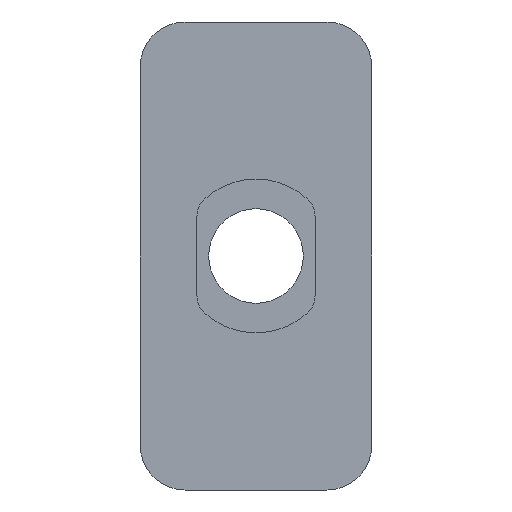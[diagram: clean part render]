
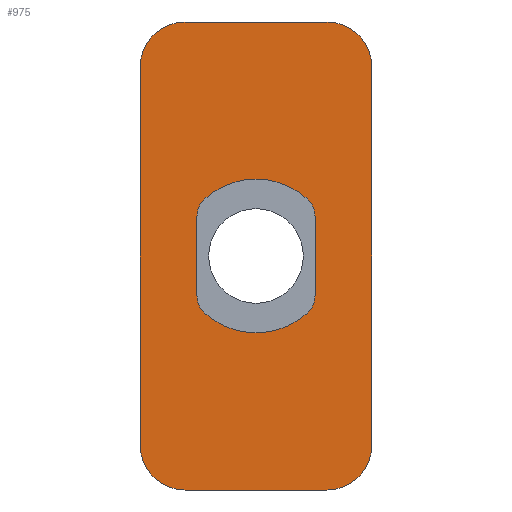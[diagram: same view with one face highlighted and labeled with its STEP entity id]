
A CAD part, front view. The second image highlights one B-rep face of the part: STEP entity #975.
In plain terms, the highlighted planar face has unit normal (0, -1, 0).
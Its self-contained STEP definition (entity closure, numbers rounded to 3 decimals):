
#4 = CARTESIAN_POINT ( 'NONE',  ( 0., -4., -3.8 ) ) ;
#12 = ORIENTED_EDGE ( 'NONE', *, *, #1058, .T. ) ;
#15 = CARTESIAN_POINT ( 'NONE',  ( 14.133, -4., -14.955 ) ) ;
#21 = CARTESIAN_POINT ( 'NONE',  ( 12.8, -4., -23.154 ) ) ;
#25 = DIRECTION ( 'NONE',  ( 0., 1., 0. ) ) ;
#38 = VERTEX_POINT ( 'NONE', #1071 ) ;
#45 = DIRECTION ( 'NONE',  ( 0., 0., -1. ) ) ;
#51 = CARTESIAN_POINT ( 'NONE',  ( 5.467, -4., -24.645 ) ) ;
#58 = CARTESIAN_POINT ( 'NONE',  ( 14.8, -4., -23.154 ) ) ;
#63 = CARTESIAN_POINT ( 'NONE',  ( 15.8, -4., -39.6 ) ) ;
#70 = CIRCLE ( 'NONE', #966, 3.8 ) ;
#77 = VERTEX_POINT ( 'NONE', #63 ) ;
#81 = ORIENTED_EDGE ( 'NONE', *, *, #510, .T. ) ;
#88 = DIRECTION ( 'NONE',  ( 0., 0., 1. ) ) ;
#89 = DIRECTION ( 'NONE',  ( 0., 0., -1. ) ) ;
#91 = VECTOR ( 'NONE', #794, 1000. ) ;
#96 = ORIENTED_EDGE ( 'NONE', *, *, #1125, .T. ) ;
#101 = DIRECTION ( 'NONE',  ( 0., 1., 0. ) ) ;
#105 = AXIS2_PLACEMENT_3D ( 'NONE', #21, #347, #856 ) ;
#108 = VERTEX_POINT ( 'NONE', #295 ) ;
#112 = ORIENTED_EDGE ( 'NONE', *, *, #963, .T. ) ;
#114 = VERTEX_POINT ( 'NONE', #1124 ) ;
#116 = VECTOR ( 'NONE', #233, 1000. ) ;
#117 = LINE ( 'NONE', #300, #202 ) ;
#126 = CIRCLE ( 'NONE', #105, 2. ) ;
#140 = EDGE_CURVE ( 'NONE', #38, #747, #1061, .T. ) ;
#145 = CARTESIAN_POINT ( 'NONE',  ( 3.8, -4., -3.8 ) ) ;
#147 = EDGE_CURVE ( 'NONE', #203, #260, #759, .T. ) ;
#155 = LINE ( 'NONE', #426, #91 ) ;
#160 = ORIENTED_EDGE ( 'NONE', *, *, #1038, .T. ) ;
#173 = DIRECTION ( 'NONE',  ( 0., 1., 0. ) ) ;
#183 = CIRCLE ( 'NONE', #390, 6.5 ) ;
#190 = ORIENTED_EDGE ( 'NONE', *, *, #474, .T. ) ;
#198 = DIRECTION ( 'NONE',  ( -1., 0., 0. ) ) ;
#202 = VECTOR ( 'NONE', #761, 1000. ) ;
#203 = VERTEX_POINT ( 'NONE', #15 ) ;
#232 = ORIENTED_EDGE ( 'NONE', *, *, #883, .T. ) ;
#233 = DIRECTION ( 'NONE',  ( 0., 0., 1. ) ) ;
#247 = ORIENTED_EDGE ( 'NONE', *, *, #669, .T. ) ;
#256 = CARTESIAN_POINT ( 'NONE',  ( 3.8, -4., -35.8 ) ) ;
#257 = CARTESIAN_POINT ( 'NONE',  ( 9.8, -4., -19.8 ) ) ;
#260 = VERTEX_POINT ( 'NONE', #412 ) ;
#285 = DIRECTION ( 'NONE',  ( 0., -1., 0. ) ) ;
#287 = LINE ( 'NONE', #512, #116 ) ;
#295 = CARTESIAN_POINT ( 'NONE',  ( 3.8, -4., 0. ) ) ;
#297 = DIRECTION ( 'NONE',  ( 0., 0., -1. ) ) ;
#300 = CARTESIAN_POINT ( 'NONE',  ( 19.6, -4., -35.8 ) ) ;
#311 = VECTOR ( 'NONE', #198, 1000. ) ;
#327 = DIRECTION ( 'NONE',  ( 0., 1., 0. ) ) ;
#339 = CARTESIAN_POINT ( 'NONE',  ( 15.8, -4., -35.8 ) ) ;
#346 = FACE_OUTER_BOUND ( 'NONE', #577, .T. ) ;
#347 = DIRECTION ( 'NONE',  ( 0., 1., 0. ) ) ;
#350 = VERTEX_POINT ( 'NONE', #4 ) ;
#373 = VERTEX_POINT ( 'NONE', #678 ) ;
#374 = CIRCLE ( 'NONE', #663, 6.5 ) ;
#376 = VERTEX_POINT ( 'NONE', #51 ) ;
#390 = AXIS2_PLACEMENT_3D ( 'NONE', #257, #101, #88 ) ;
#392 = CARTESIAN_POINT ( 'NONE',  ( 3.8, -4., -39.6 ) ) ;
#403 = ORIENTED_EDGE ( 'NONE', *, *, #535, .T. ) ;
#412 = CARTESIAN_POINT ( 'NONE',  ( 14.8, -4., -16.446 ) ) ;
#426 = CARTESIAN_POINT ( 'NONE',  ( 3.8, -4., -39.6 ) ) ;
#431 = EDGE_CURVE ( 'NONE', #77, #373, #498, .T. ) ;
#438 = CARTESIAN_POINT ( 'NONE',  ( 4.8, -4., -16.446 ) ) ;
#444 = PLANE ( 'NONE',  #720 ) ;
#457 = DIRECTION ( 'NONE',  ( 0., 0., -1. ) ) ;
#465 = AXIS2_PLACEMENT_3D ( 'NONE', #1103, #1045, #45 ) ;
#466 = DIRECTION ( 'NONE',  ( 0., 0., -1. ) ) ;
#474 = EDGE_CURVE ( 'NONE', #1055, #77, #155, .T. ) ;
#482 = CIRCLE ( 'NONE', #824, 2. ) ;
#498 = CIRCLE ( 'NONE', #799, 3.8 ) ;
#503 = VERTEX_POINT ( 'NONE', #438 ) ;
#508 = CIRCLE ( 'NONE', #1123, 6.5 ) ;
#509 = CARTESIAN_POINT ( 'NONE',  ( 14.133, -4., -24.645 ) ) ;
#510 = EDGE_CURVE ( 'NONE', #993, #1055, #70, .T. ) ;
#512 = CARTESIAN_POINT ( 'NONE',  ( 4.8, -4., -15.647 ) ) ;
#517 = ORIENTED_EDGE ( 'NONE', *, *, #147, .T. ) ;
#535 = EDGE_CURVE ( 'NONE', #108, #350, #699, .T. ) ;
#543 = VERTEX_POINT ( 'NONE', #757 ) ;
#555 = CARTESIAN_POINT ( 'NONE',  ( 14.8, -4., -15.647 ) ) ;
#568 = DIRECTION ( 'NONE',  ( 0., 0., -1. ) ) ;
#572 = EDGE_CURVE ( 'NONE', #747, #108, #832, .T. ) ;
#573 = EDGE_CURVE ( 'NONE', #543, #941, #183, .T. ) ;
#577 = EDGE_LOOP ( 'NONE', ( #81, #190, #633, #247, #1068, #1126, #403, #232 ) ) ;
#588 = CARTESIAN_POINT ( 'NONE',  ( 0., -4., -35.8 ) ) ;
#590 = VERTEX_POINT ( 'NONE', #509 ) ;
#595 = AXIS2_PLACEMENT_3D ( 'NONE', #859, #808, #466 ) ;
#633 = ORIENTED_EDGE ( 'NONE', *, *, #431, .T. ) ;
#637 = ORIENTED_EDGE ( 'NONE', *, *, #688, .T. ) ;
#663 = AXIS2_PLACEMENT_3D ( 'NONE', #964, #25, #923 ) ;
#664 = ORIENTED_EDGE ( 'NONE', *, *, #1047, .T. ) ;
#669 = EDGE_CURVE ( 'NONE', #373, #38, #117, .T. ) ;
#678 = CARTESIAN_POINT ( 'NONE',  ( 19.6, -4., -35.8 ) ) ;
#680 = DIRECTION ( 'NONE',  ( 0., -1., 0. ) ) ;
#688 = EDGE_CURVE ( 'NONE', #376, #114, #482, .T. ) ;
#690 = EDGE_LOOP ( 'NONE', ( #96, #803, #1096, #112, #517, #160, #12, #664, #637 ) ) ;
#699 = CIRCLE ( 'NONE', #972, 3.8 ) ;
#718 = DIRECTION ( 'NONE',  ( 0., -1., 0. ) ) ;
#720 = AXIS2_PLACEMENT_3D ( 'NONE', #984, #976, #297 ) ;
#741 = VECTOR ( 'NONE', #568, 1000. ) ;
#747 = VERTEX_POINT ( 'NONE', #1099 ) ;
#757 = CARTESIAN_POINT ( 'NONE',  ( 5.467, -4., -14.955 ) ) ;
#759 = CIRCLE ( 'NONE', #595, 2. ) ;
#761 = DIRECTION ( 'NONE',  ( 0., 0., 1. ) ) ;
#769 = DIRECTION ( 'NONE',  ( 0., 0., -1. ) ) ;
#794 = DIRECTION ( 'NONE',  ( 1., 0., 0. ) ) ;
#799 = AXIS2_PLACEMENT_3D ( 'NONE', #339, #285, #828 ) ;
#803 = ORIENTED_EDGE ( 'NONE', *, *, #1107, .T. ) ;
#806 = DIRECTION ( 'NONE',  ( 0., -1., 0. ) ) ;
#808 = DIRECTION ( 'NONE',  ( 0., 1., 0. ) ) ;
#824 = AXIS2_PLACEMENT_3D ( 'NONE', #1062, #173, #973 ) ;
#828 = DIRECTION ( 'NONE',  ( 0., 0., -1. ) ) ;
#832 = LINE ( 'NONE', #1046, #311 ) ;
#833 = CARTESIAN_POINT ( 'NONE',  ( 9.8, -4., -19.8 ) ) ;
#843 = CIRCLE ( 'NONE', #465, 2. ) ;
#847 = VERTEX_POINT ( 'NONE', #58 ) ;
#856 = DIRECTION ( 'NONE',  ( 0., 0., -1. ) ) ;
#859 = CARTESIAN_POINT ( 'NONE',  ( 12.8, -4., -16.446 ) ) ;
#883 = EDGE_CURVE ( 'NONE', #350, #993, #889, .T. ) ;
#886 = FACE_BOUND ( 'NONE', #690, .T. ) ;
#889 = LINE ( 'NONE', #1109, #741 ) ;
#923 = DIRECTION ( 'NONE',  ( 0., 0., 1. ) ) ;
#936 = CARTESIAN_POINT ( 'NONE',  ( 15.8, -4., -3.8 ) ) ;
#941 = VERTEX_POINT ( 'NONE', #1018 ) ;
#954 = DIRECTION ( 'NONE',  ( 0., 0., 1. ) ) ;
#956 = DIRECTION ( 'NONE',  ( 0., 0., -1. ) ) ;
#963 = EDGE_CURVE ( 'NONE', #941, #203, #508, .T. ) ;
#964 = CARTESIAN_POINT ( 'NONE',  ( 9.8, -4., -19.8 ) ) ;
#966 = AXIS2_PLACEMENT_3D ( 'NONE', #256, #806, #457 ) ;
#972 = AXIS2_PLACEMENT_3D ( 'NONE', #145, #680, #89 ) ;
#973 = DIRECTION ( 'NONE',  ( 0., 0., -1. ) ) ;
#974 = LINE ( 'NONE', #555, #1031 ) ;
#975 = ADVANCED_FACE ( 'NONE', ( #886, #346 ), #444, .T. ) ;
#976 = DIRECTION ( 'NONE',  ( 0., -1., 0. ) ) ;
#984 = CARTESIAN_POINT ( 'NONE',  ( 3.8, -4., -35.8 ) ) ;
#993 = VERTEX_POINT ( 'NONE', #588 ) ;
#1000 = AXIS2_PLACEMENT_3D ( 'NONE', #936, #718, #956 ) ;
#1018 = CARTESIAN_POINT ( 'NONE',  ( 9.8, -4., -13.3 ) ) ;
#1031 = VECTOR ( 'NONE', #769, 1000. ) ;
#1038 = EDGE_CURVE ( 'NONE', #260, #847, #974, .T. ) ;
#1045 = DIRECTION ( 'NONE',  ( 0., 1., 0. ) ) ;
#1046 = CARTESIAN_POINT ( 'NONE',  ( 15.8, -4., 0. ) ) ;
#1047 = EDGE_CURVE ( 'NONE', #590, #376, #374, .T. ) ;
#1055 = VERTEX_POINT ( 'NONE', #392 ) ;
#1058 = EDGE_CURVE ( 'NONE', #847, #590, #126, .T. ) ;
#1061 = CIRCLE ( 'NONE', #1000, 3.8 ) ;
#1062 = CARTESIAN_POINT ( 'NONE',  ( 6.8, -4., -23.154 ) ) ;
#1068 = ORIENTED_EDGE ( 'NONE', *, *, #140, .T. ) ;
#1071 = CARTESIAN_POINT ( 'NONE',  ( 19.6, -4., -3.8 ) ) ;
#1096 = ORIENTED_EDGE ( 'NONE', *, *, #573, .T. ) ;
#1099 = CARTESIAN_POINT ( 'NONE',  ( 15.8, -4., 0. ) ) ;
#1103 = CARTESIAN_POINT ( 'NONE',  ( 6.8, -4., -16.446 ) ) ;
#1107 = EDGE_CURVE ( 'NONE', #503, #543, #843, .T. ) ;
#1109 = CARTESIAN_POINT ( 'NONE',  ( 0., -4., -3.8 ) ) ;
#1123 = AXIS2_PLACEMENT_3D ( 'NONE', #833, #327, #954 ) ;
#1124 = CARTESIAN_POINT ( 'NONE',  ( 4.8, -4., -23.154 ) ) ;
#1125 = EDGE_CURVE ( 'NONE', #114, #503, #287, .T. ) ;
#1126 = ORIENTED_EDGE ( 'NONE', *, *, #572, .T. ) ;
